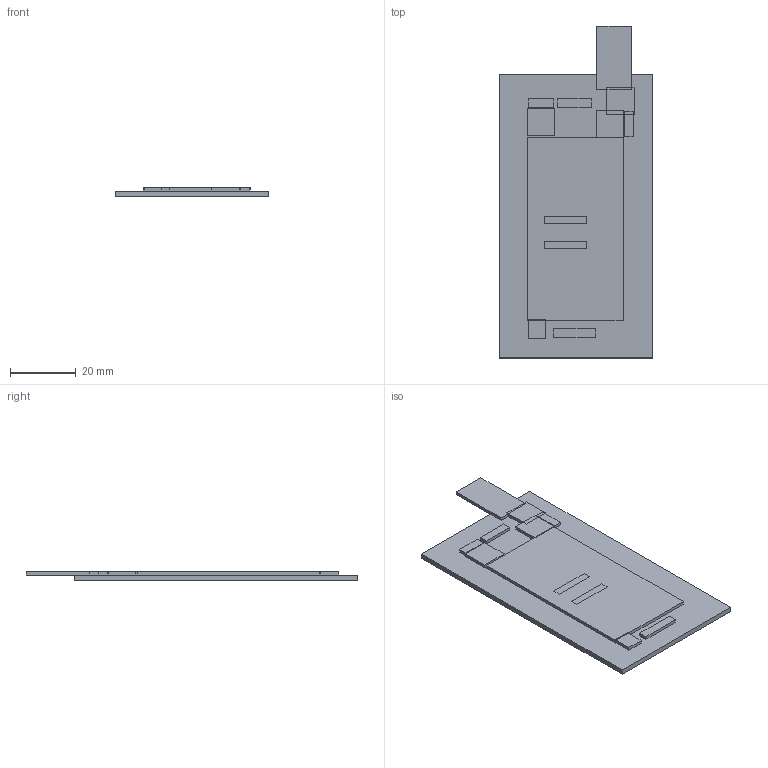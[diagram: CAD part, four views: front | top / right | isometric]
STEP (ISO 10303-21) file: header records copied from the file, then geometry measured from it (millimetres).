
FILE_DESCRIPTION (( 'STEP AP214' ), '1' );
FILE_NAME ('esp_epayment_oc_reg12v_5_jan_24.STEP', '2024-04-17T02:56:04', ( '' ), ( '' ), 'SwSTEP 2.0', 'SolidWorks 2022', '' );
FILE_SCHEMA (( 'AUTOMOTIVE_DESIGN' ));
Length unit declared in the file: millimetre
Products named in the file (1): esp_epayment_oc_reg12v_5_jan_24
Bounding box: 46.66 x 100.97 x 2.6 mm (x, y, z)
Volume: 8662.8 mm3; surface area: 13425.6 mm2
Topology: 13 solids, 13 shells, 78 faces, 156 edges, 104 vertices
Faces by surface type: plane 78
Entity records: 2980 total; most frequent: CARTESIAN_POINT 339, DIRECTION 314, ORIENTED_EDGE 312, VECTOR 156, EDGE_CURVE 156, LINE 156, VERTEX_POINT 104, UNCERTAINTY_MEASURE_WITH_UNIT 93
